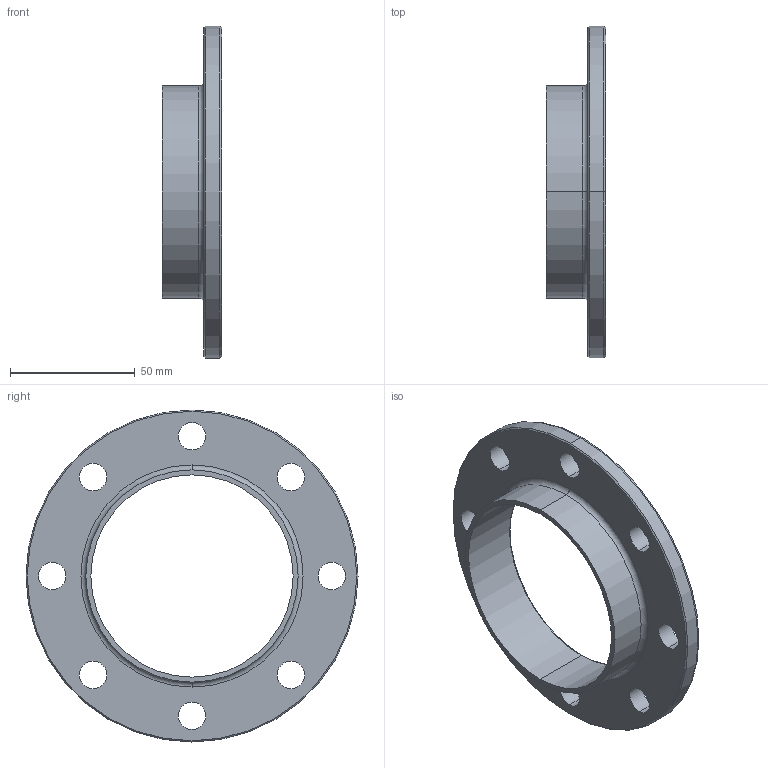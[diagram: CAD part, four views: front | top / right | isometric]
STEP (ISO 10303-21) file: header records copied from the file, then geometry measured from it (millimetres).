
FILE_DESCRIPTION (( 'STEP AP203' ), '1' );
FILE_NAME ('3D_M2285P_85x2_174141055.STEP', '2024-09-05T13:49:53', ( '' ), ( '' ), 'SwSTEP 2.0', 'SolidWorks 2024', '' );
FILE_SCHEMA (( 'CONFIG_CONTROL_DESIGN' ));
Length unit declared in the file: millimetre
Products named in the file (1): 3D_M2285P_85x2_174141055
Bounding box: 24 x 133 x 133 mm (x, y, z)
Volume: 64333.7 mm3; surface area: 31251.6 mm2
Topology: 1 solids, 1 shells, 42 faces, 100 edges, 62 vertices
Faces by surface type: cylinder 24, torus 8, cone 6, plane 4
Entity records: 1355 total; most frequent: DIRECTION 256, CARTESIAN_POINT 205, ORIENTED_EDGE 200, AXIS2_PLACEMENT_3D 113, EDGE_CURVE 100, CIRCLE 70, EDGE_LOOP 62, VERTEX_POINT 62
